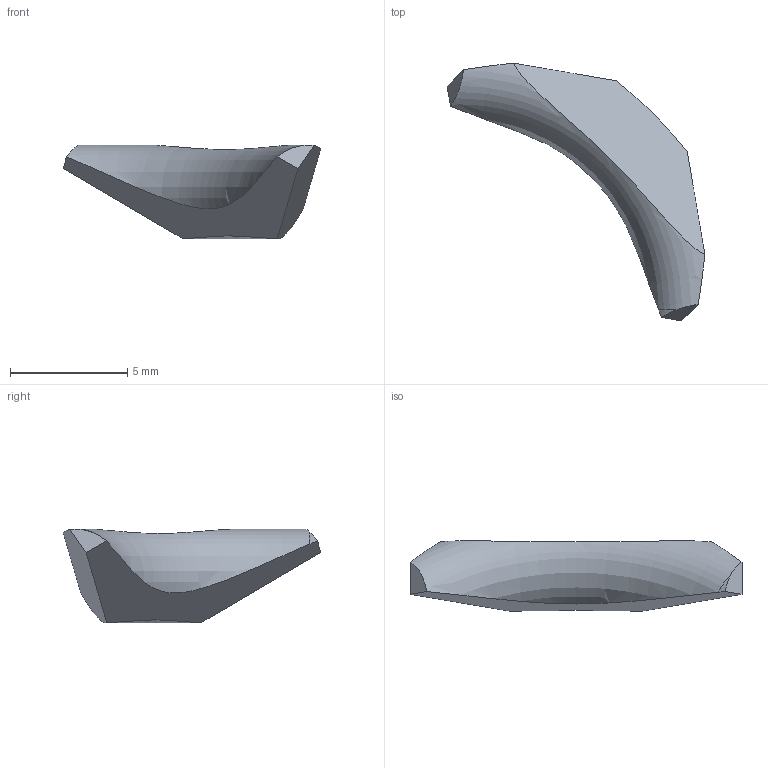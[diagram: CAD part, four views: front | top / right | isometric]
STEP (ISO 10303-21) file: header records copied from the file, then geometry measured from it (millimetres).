
FILE_DESCRIPTION(('FreeCAD Model'),'2;1');
FILE_NAME('solid2.stp' ,'2022-02-25T10:58:33',('FreeCAD'),('FreeCAD'), 'Open CASCADE STEP processor 7.3','FreeCAD','Unknown');
FILE_SCHEMA(('AUTOMOTIVE_DESIGN { 1 0 10303 214 1 1 1 1 }'));
Length unit declared in the file: millimetre
Products named in the file (1): Open CASCADE STEP translator 7.3 5
Bounding box: 10.98 x 10.98 x 4 mm (x, y, z)
Volume: 86 mm3; surface area: 143.5 mm2
Topology: 1 solids, 1 shells, 9 faces, 21 edges, 14 vertices
Faces by surface type: plane 6, torus 3
Entity records: 1691 total; most frequent: CARTESIAN_POINT 1311, DIRECTION 48, ORIENTED_EDGE 42, PCURVE 42, DEFINITIONAL_REPRESENTATION 42, B_SPLINE_CURVE_WITH_KNOTS 36, LINE 26, VECTOR 26
